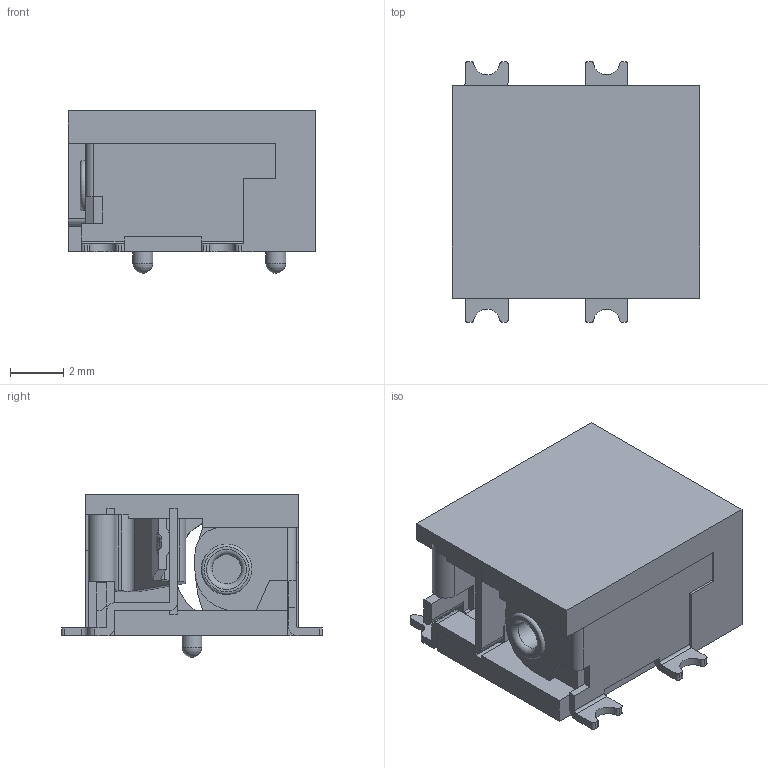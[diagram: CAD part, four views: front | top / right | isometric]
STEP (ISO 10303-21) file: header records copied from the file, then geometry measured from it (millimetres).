
FILE_DESCRIPTION(/* description */ ('Unknown'),/* implementation_level */ '2;1');
FILE_NAME(/* name */ 'J_Wurth_WR-DC_694103107102',/* time_stamp */ '2025-09-18T16:42:47+08:00',/* author */ ('Unknown'),/* organization */ ('Unknown'),/* preprocessor_version */ 'ST-DEVELOPER v19.4',/* originating_system */ 'Solid Edge',/* authorisation */ 'Unknown');
FILE_SCHEMA (('AUTOMOTIVE_DESIGN {1 0 10303 214 3 1 1}'));
Length unit declared in the file: millimetre
Products named in the file (2): J_Wurth_WR-DC_694103107102
Assembly tree (1 placements, depth 2):
  J_Wurth_WR-DC_694103107102
    J_Wurth_WR-DC_694103107102
Bounding box: 9.3 x 9.8 x 6.1 mm (x, y, z)
Volume: 232.3 mm3; surface area: 843.2 mm2
Topology: 5 solids, 5 shells, 214 faces, 585 edges, 387 vertices
Faces by surface type: plane 136, cylinder 66, torus 12
Full cylindrical faces by diameter (mm): 0.75 x2, 1.1 x1, 1.3 x4, 2 x1, 2.1 x1, 3.9 x1
Entity records: 6680 total; most frequent: CARTESIAN_POINT 1153, DIRECTION 1137, ORIENTED_EDGE 1114, EDGE_CURVE 557, LINE 409, VECTOR 409, VERTEX_POINT 380, AXIS2_PLACEMENT_3D 364
